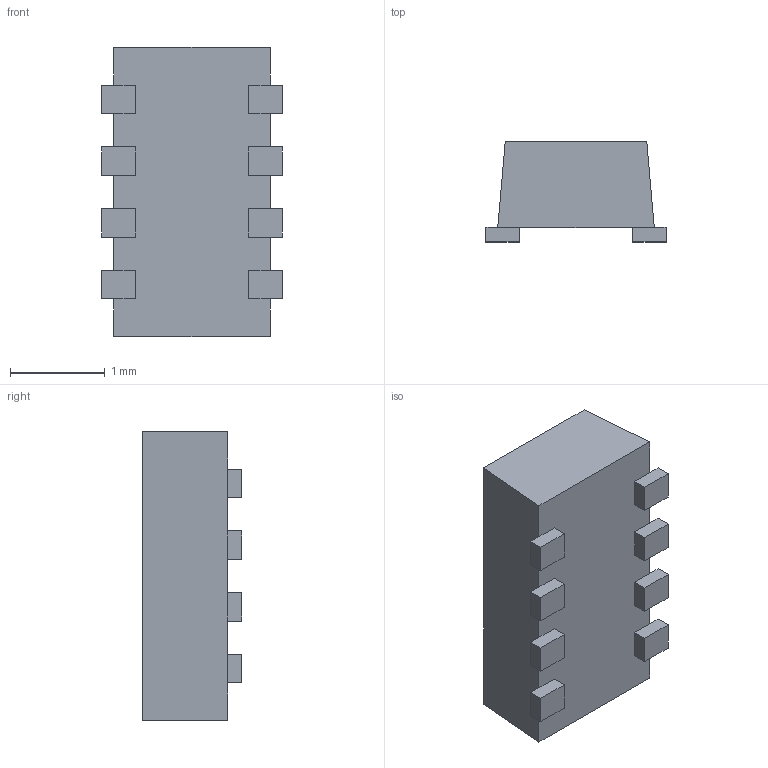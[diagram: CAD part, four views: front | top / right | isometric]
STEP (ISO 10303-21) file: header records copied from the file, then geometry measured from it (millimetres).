
FILE_DESCRIPTION (( 'STEP AP214' ), '1' );
FILE_NAME ('04E4BC57-4D24-4C3A-8008-11E93506E1E6.STEP', '2022-11-06T05:14:02', ( '' ), ( '' ), 'SwSTEP 2.0', 'SolidWorks 2022', '' );
FILE_SCHEMA (( 'AUTOMOTIVE_DESIGN' ));
Length unit declared in the file: millimetre
Products named in the file (1): 04E4BC57-4D24-4C3A-8008-11E93506E1E6
Bounding box: 1.9 x 1.05 x 3.05 mm (x, y, z)
Volume: 4.4 mm3; surface area: 24.3 mm2
Topology: 1 solids, 1 shells, 237 faces, 638 edges, 420 vertices
Faces by surface type: plane 147, bspline 90
Entity records: 7928 total; most frequent: CARTESIAN_POINT 2466, ORIENTED_EDGE 1276, DIRECTION 754, EDGE_CURVE 638, LINE 458, VECTOR 458, VERTEX_POINT 420, EDGE_LOOP 254
